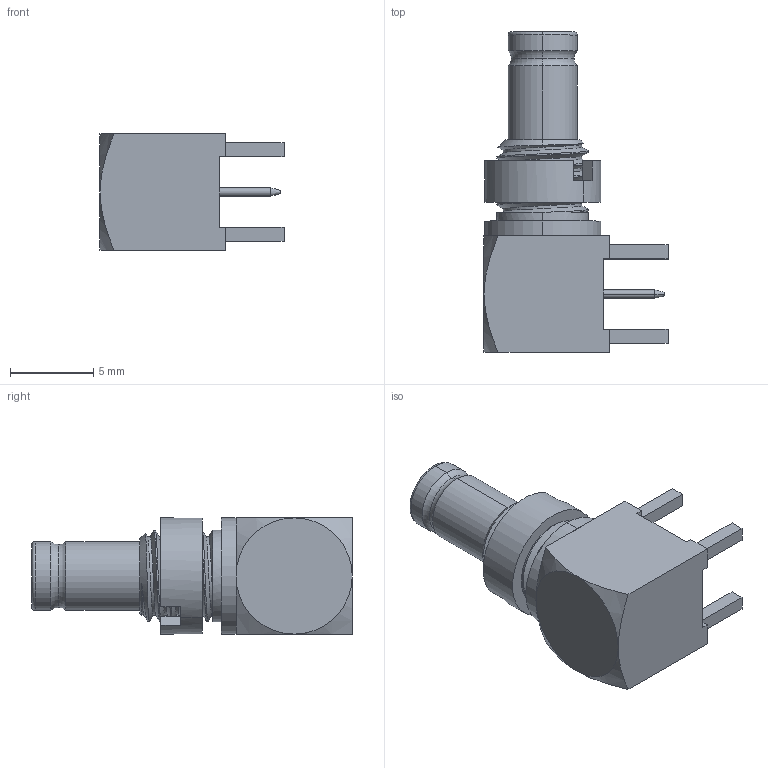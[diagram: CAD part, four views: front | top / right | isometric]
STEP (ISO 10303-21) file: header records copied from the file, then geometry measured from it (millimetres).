
FILE_DESCRIPTION (( 'STEP AP214' ), '1' );
FILE_NAME ('FMCN0018_3D.step', '2023-11-02T18:17:58', ( '' ), ( '' ), 'SwSTEP 2.0', 'SolidWorks 2022', '' );
FILE_SCHEMA (( 'AUTOMOTIVE_DESIGN' ));
Length unit declared in the file: inch
Products named in the file (7): _DIN7A-J-P-GF-RA-BH1_b^DIN7A-J-P-GF-RA-BH1(2)_FMCN0018; DIN7A-J-P-GF-RA-BH1(2)^FMCN0018; FMCN0018_3D; _DIN7A-J-P-GF-RA-BH1_sh^DIN7A-J-P-GF-RA-BH1(2)_FMCN0018; _DIN7A-J-P-HG-RA-BH1_s^DIN7A-J-P-GF-RA-BH1(2)_FMCN0018; _DIN7A-J-P-GF-RA-BH1_i2^DIN7A-J-P-GF-RA-BH1(2)_FMCN0018; _DIN7A-J-P-GF-RA-BH1_n^DIN7A-J-P-GF-RA-BH1(2)_FMCN0018
Assembly tree (6 placements, depth 3):
  FMCN0018_3D
    DIN7A-J-P-GF-RA-BH1(2)^FMCN0018
      _DIN7A-J-P-GF-RA-BH1_b^DIN7A-J-P-GF-RA-BH1(2)_FMCN0018
      _DIN7A-J-P-GF-RA-BH1_i2^DIN7A-J-P-GF-RA-BH1(2)_FMCN0018
      _DIN7A-J-P-GF-RA-BH1_sh^DIN7A-J-P-GF-RA-BH1(2)_FMCN0018
      _DIN7A-J-P-GF-RA-BH1_n^DIN7A-J-P-GF-RA-BH1(2)_FMCN0018
      _DIN7A-J-P-HG-RA-BH1_s^DIN7A-J-P-GF-RA-BH1(2)_FMCN0018
Bounding box: 11.08 x 19.3 x 7 mm (x, y, z)
Volume: 477.7 mm3; surface area: 1125.8 mm2
Topology: 5 solids, 5 shells, 172 faces, 413 edges, 259 vertices
Faces by surface type: cylinder 65, plane 65, cone 31, torus 8, bspline 3
Entity records: 7392 total; most frequent: CARTESIAN_POINT 3107, DIRECTION 871, ORIENTED_EDGE 818, EDGE_CURVE 409, AXIS2_PLACEMENT_3D 341, VERTEX_POINT 259, EDGE_LOOP 192, VECTOR 189
